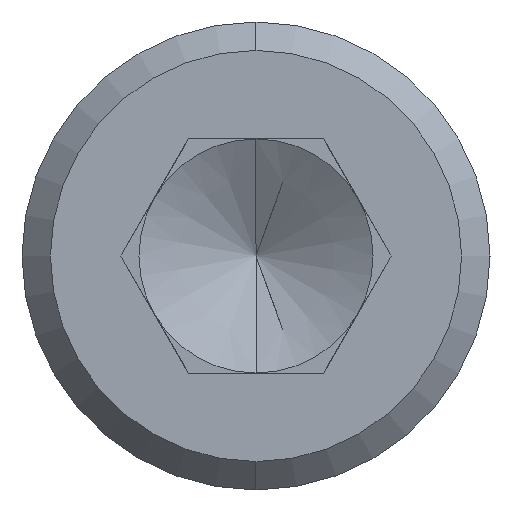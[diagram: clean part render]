
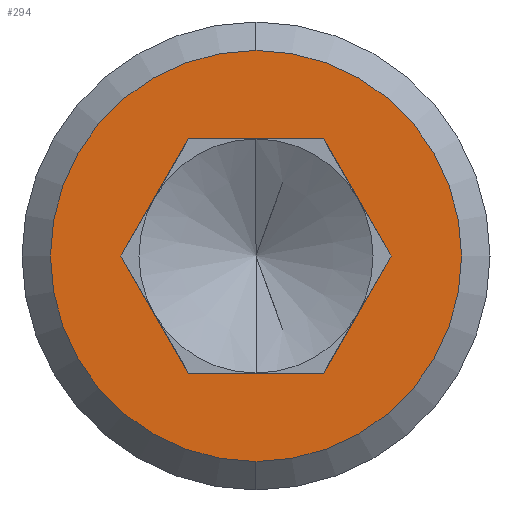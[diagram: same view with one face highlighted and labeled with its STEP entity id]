
A CAD part, left-side view. The second image highlights one B-rep face of the part: STEP entity #294.
In plain terms, the highlighted planar face has unit normal (-1, 0, 0).
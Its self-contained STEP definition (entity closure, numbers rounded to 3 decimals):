
#30 = EDGE_CURVE ( 'NONE', #31, #53, #2286, .T. ) ;
#31 = VERTEX_POINT ( 'NONE', #2096 ) ;
#53 = VERTEX_POINT ( 'NONE', #2357 ) ;
#175 = ORIENTED_EDGE ( 'NONE', *, *, #30, .T. ) ;
#184 = VERTEX_POINT ( 'NONE', #578 ) ;
#185 = ORIENTED_EDGE ( 'NONE', *, *, #187, .T. ) ;
#186 = ORIENTED_EDGE ( 'NONE', *, *, #188, .F. ) ;
#187 = EDGE_CURVE ( 'NONE', #184, #226, #549, .T. ) ;
#188 = EDGE_CURVE ( 'NONE', #184, #224, #543, .T. ) ;
#189 = ORIENTED_EDGE ( 'NONE', *, *, #307, .F. ) ;
#222 = EDGE_CURVE ( 'NONE', #230, #224, #441, .T. ) ;
#223 = VERTEX_POINT ( 'NONE', #430 ) ;
#224 = VERTEX_POINT ( 'NONE', #443 ) ;
#225 = EDGE_LOOP ( 'NONE', ( #309, #175 ) ) ;
#226 = VERTEX_POINT ( 'NONE', #442 ) ;
#227 = VERTEX_POINT ( 'NONE', #429 ) ;
#229 = ORIENTED_EDGE ( 'NONE', *, *, #232, .F. ) ;
#230 = VERTEX_POINT ( 'NONE', #434 ) ;
#231 = ORIENTED_EDGE ( 'NONE', *, *, #233, .T. ) ;
#232 = EDGE_CURVE ( 'NONE', #227, #223, #424, .T. ) ;
#233 = EDGE_CURVE ( 'NONE', #226, #223, #422, .T. ) ;
#294 = ADVANCED_FACE ( 'NONE', ( #824, #823 ), #805, .T. ) ;
#295 = ORIENTED_EDGE ( 'NONE', *, *, #222, .T. ) ;
#302 = EDGE_LOOP ( 'NONE', ( #295, #186, #185, #231, #229, #189 ) ) ;
#307 = EDGE_CURVE ( 'NONE', #230, #227, #650, .T. ) ;
#308 = EDGE_CURVE ( 'NONE', #53, #31, #652, .T. ) ;
#309 = ORIENTED_EDGE ( 'NONE', *, *, #308, .T. ) ;
#422 = LINE ( 'NONE', #513, #512 ) ;
#424 = LINE ( 'NONE', #516, #515 ) ;
#427 = DIRECTION ( 'NONE',  ( 0., -0.5, 0.866 ) ) ;
#428 = VECTOR ( 'NONE', #427, 1000. ) ;
#429 = CARTESIAN_POINT ( 'NONE',  ( 0., 1.146, -1.985 ) ) ;
#430 = CARTESIAN_POINT ( 'NONE',  ( 0., -1.146, -1.985 ) ) ;
#434 = CARTESIAN_POINT ( 'NONE',  ( 0., 2.292, 0. ) ) ;
#440 = CARTESIAN_POINT ( 'NONE',  ( 0., 2.292, 0. ) ) ;
#441 = LINE ( 'NONE', #440, #428 ) ;
#442 = CARTESIAN_POINT ( 'NONE',  ( 0., -2.292, 0. ) ) ;
#443 = CARTESIAN_POINT ( 'NONE',  ( 0., 1.146, 1.985 ) ) ;
#511 = DIRECTION ( 'NONE',  ( 0., 0.5, -0.866 ) ) ;
#512 = VECTOR ( 'NONE', #511, 1000. ) ;
#513 = CARTESIAN_POINT ( 'NONE',  ( 0., -2.292, 0. ) ) ;
#514 = DIRECTION ( 'NONE',  ( 0., -1., 0. ) ) ;
#515 = VECTOR ( 'NONE', #514, 1000. ) ;
#516 = CARTESIAN_POINT ( 'NONE',  ( 0., 1.146, -1.985 ) ) ;
#540 = DIRECTION ( 'NONE',  ( 0., 1., 0. ) ) ;
#541 = VECTOR ( 'NONE', #540, 1000. ) ;
#542 = CARTESIAN_POINT ( 'NONE',  ( 0., -1.146, 1.985 ) ) ;
#543 = LINE ( 'NONE', #542, #541 ) ;
#546 = DIRECTION ( 'NONE',  ( 0., -0.5, -0.866 ) ) ;
#547 = VECTOR ( 'NONE', #546, 1000. ) ;
#548 = CARTESIAN_POINT ( 'NONE',  ( 0., -1.146, 1.985 ) ) ;
#549 = LINE ( 'NONE', #548, #547 ) ;
#578 = CARTESIAN_POINT ( 'NONE',  ( 0., -1.146, 1.985 ) ) ;
#630 = AXIS2_PLACEMENT_3D ( 'NONE', #635, #855, #851 ) ;
#635 = CARTESIAN_POINT ( 'NONE',  ( 0., 0., 0. ) ) ;
#648 = VECTOR ( 'NONE', #857, 1000. ) ;
#649 = CARTESIAN_POINT ( 'NONE',  ( 0., 2.292, 0. ) ) ;
#650 = LINE ( 'NONE', #649, #648 ) ;
#652 = CIRCLE ( 'NONE', #630, 3.486 ) ;
#702 = AXIS2_PLACEMENT_3D ( 'NONE', #792, #791, #790 ) ;
#790 = DIRECTION ( 'NONE',  ( 0., 0., 1. ) ) ;
#791 = DIRECTION ( 'NONE',  ( -1., 0., 0. ) ) ;
#792 = CARTESIAN_POINT ( 'NONE',  ( 0., 0., 0. ) ) ;
#805 = PLANE ( 'NONE',  #702 ) ;
#823 = FACE_OUTER_BOUND ( 'NONE', #225, .T. ) ;
#824 = FACE_BOUND ( 'NONE', #302, .T. ) ;
#851 = DIRECTION ( 'NONE',  ( 0., 0., 1. ) ) ;
#855 = DIRECTION ( 'NONE',  ( -1., 0., 0. ) ) ;
#857 = DIRECTION ( 'NONE',  ( 0., -0.5, -0.866 ) ) ;
#2096 = CARTESIAN_POINT ( 'NONE',  ( 0., 0., 3.486 ) ) ;
#2265 = CARTESIAN_POINT ( 'NONE',  ( 0., 0., 0. ) ) ;
#2270 = DIRECTION ( 'NONE',  ( 0., 0., 1. ) ) ;
#2273 = DIRECTION ( 'NONE',  ( -1., 0., 0. ) ) ;
#2286 = CIRCLE ( 'NONE', #2288, 3.486 ) ;
#2288 = AXIS2_PLACEMENT_3D ( 'NONE', #2265, #2273, #2270 ) ;
#2357 = CARTESIAN_POINT ( 'NONE',  ( 0., 0., -3.486 ) ) ;
